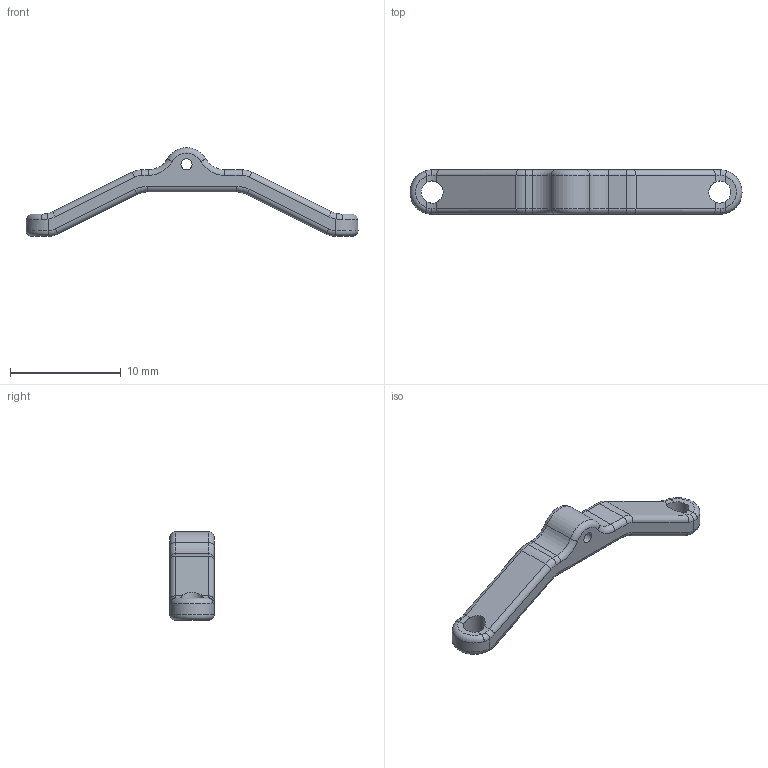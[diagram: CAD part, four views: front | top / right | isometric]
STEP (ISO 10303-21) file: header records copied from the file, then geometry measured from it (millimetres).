
FILE_DESCRIPTION(/* description */ (''),/* implementation_level */ '2;1');
FILE_NAME(/* name */ 'TieRod.step',/* time_stamp */ '2025-11-18T17:15:08+08:00',/* author */ (''),/* organization */ (''),/* preprocessor_version */ 'ST-DEVELOPER v20.1',/* originating_system */ 'Autodesk Translation Framework v14.21.0.0',/* authorisation */ '');
FILE_SCHEMA (('AUTOMOTIVE_DESIGN { 1 0 10303 214 3 1 1 }'));
Length unit declared in the file: millimetre
Products named in the file (1): FusionComponent
Bounding box: 30 x 4 x 8 mm (x, y, z)
Volume: 252.3 mm3; surface area: 398.3 mm2
Topology: 1 solids, 1 shells, 77 faces, 189 edges, 110 vertices
Faces by surface type: cylinder 34, torus 26, plane 13, bspline 4
Full cylindrical faces by diameter (mm): 1 x1, 2 x2
Entity records: 2434 total; most frequent: CARTESIAN_POINT 541, DIRECTION 431, ORIENTED_EDGE 378, EDGE_CURVE 189, AXIS2_PLACEMENT_3D 184, VERTEX_POINT 110, CIRCLE 104, EDGE_LOOP 79
